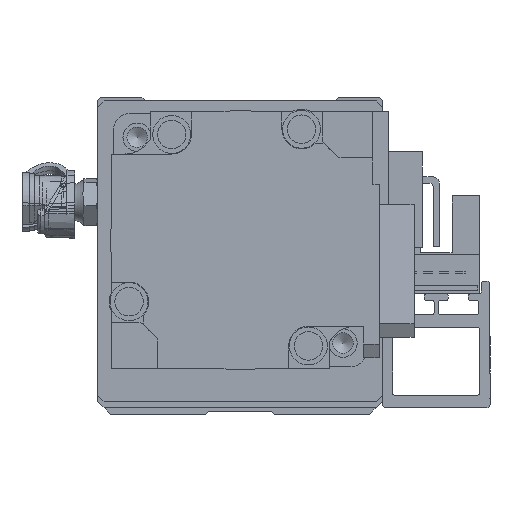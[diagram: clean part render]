
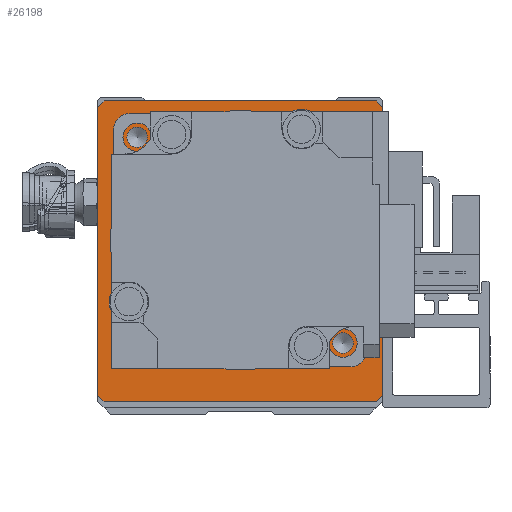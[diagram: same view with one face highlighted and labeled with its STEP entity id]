
A CAD part, front view. The second image highlights one B-rep face of the part: STEP entity #26198.
In plain terms, the highlighted planar face has unit normal (0, -1, 0).
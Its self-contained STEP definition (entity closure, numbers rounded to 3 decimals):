
#668=FACE_BOUND('',#4342,.T.);
#669=FACE_BOUND('',#4343,.T.);
#670=FACE_BOUND('',#4344,.T.);
#671=FACE_BOUND('',#4345,.T.);
#672=FACE_BOUND('',#4346,.T.);
#673=FACE_BOUND('',#4347,.T.);
#674=FACE_BOUND('',#4348,.T.);
#675=FACE_BOUND('',#4349,.T.);
#676=FACE_BOUND('',#4350,.T.);
#1305=PLANE('',#28402);
#2705=FACE_OUTER_BOUND('',#4341,.T.);
#4341=EDGE_LOOP('',(#19533,#19534,#19535,#19536,#19537,#19538,#19539,#19540));
#4342=EDGE_LOOP('',(#19541));
#4343=EDGE_LOOP('',(#19542));
#4344=EDGE_LOOP('',(#19543));
#4345=EDGE_LOOP('',(#19544));
#4346=EDGE_LOOP('',(#19545));
#4347=EDGE_LOOP('',(#19546));
#4348=EDGE_LOOP('',(#19547));
#4349=EDGE_LOOP('',(#19548));
#4350=EDGE_LOOP('',(#19549));
#6231=LINE('',#40647,#8359);
#6240=LINE('',#40700,#8368);
#6242=LINE('',#40704,#8370);
#6269=LINE('',#40804,#8397);
#6271=LINE('',#40807,#8399);
#6273=LINE('',#40811,#8401);
#6275=LINE('',#40815,#8403);
#6276=LINE('',#40817,#8404);
#8359=VECTOR('',#32394,10.);
#8368=VECTOR('',#32425,10.);
#8370=VECTOR('',#32429,10.);
#8397=VECTOR('',#32546,10.);
#8399=VECTOR('',#32550,10.);
#8401=VECTOR('',#32554,10.);
#8403=VECTOR('',#32558,10.);
#8404=VECTOR('',#32561,10.);
#10309=CIRCLE('',#28362,1.621);
#10311=CIRCLE('',#28366,1.621);
#10313=CIRCLE('',#28370,1.621);
#10315=CIRCLE('',#28374,1.621);
#10318=CIRCLE('',#28382,3.);
#10319=CIRCLE('',#28385,3.);
#10320=CIRCLE('',#28388,3.);
#10321=CIRCLE('',#28391,3.);
#10322=CIRCLE('',#28394,15.);
#12011=VERTEX_POINT('',#40644);
#12012=VERTEX_POINT('',#40646);
#12019=VERTEX_POINT('',#40698);
#12020=VERTEX_POINT('',#40702);
#12027=VERTEX_POINT('',#40725);
#12030=VERTEX_POINT('',#40734);
#12033=VERTEX_POINT('',#40743);
#12036=VERTEX_POINT('',#40752);
#12041=VERTEX_POINT('',#40770);
#12042=VERTEX_POINT('',#40776);
#12043=VERTEX_POINT('',#40782);
#12044=VERTEX_POINT('',#40788);
#12045=VERTEX_POINT('',#40794);
#12047=VERTEX_POINT('',#40801);
#12048=VERTEX_POINT('',#40803);
#12049=VERTEX_POINT('',#40809);
#12050=VERTEX_POINT('',#40813);
#14787=EDGE_CURVE('',#12011,#12012,#6231,.T.);
#14802=EDGE_CURVE('',#12019,#12011,#6240,.T.);
#14804=EDGE_CURVE('',#12020,#12019,#6242,.T.);
#14813=EDGE_CURVE('',#12027,#12027,#10309,.T.);
#14817=EDGE_CURVE('',#12030,#12030,#10311,.T.);
#14821=EDGE_CURVE('',#12033,#12033,#10313,.T.);
#14825=EDGE_CURVE('',#12036,#12036,#10315,.T.);
#14833=EDGE_CURVE('',#12041,#12041,#10318,.T.);
#14836=EDGE_CURVE('',#12042,#12042,#10319,.T.);
#14839=EDGE_CURVE('',#12043,#12043,#10320,.T.);
#14842=EDGE_CURVE('',#12044,#12044,#10321,.T.);
#14845=EDGE_CURVE('',#12045,#12045,#10322,.T.);
#14849=EDGE_CURVE('',#12047,#12048,#6269,.T.);
#14851=EDGE_CURVE('',#12012,#12047,#6271,.T.);
#14853=EDGE_CURVE('',#12049,#12020,#6273,.T.);
#14855=EDGE_CURVE('',#12050,#12049,#6275,.T.);
#14856=EDGE_CURVE('',#12048,#12050,#6276,.T.);
#19533=ORIENTED_EDGE('',*,*,#14856,.F.);
#19534=ORIENTED_EDGE('',*,*,#14849,.F.);
#19535=ORIENTED_EDGE('',*,*,#14851,.F.);
#19536=ORIENTED_EDGE('',*,*,#14787,.F.);
#19537=ORIENTED_EDGE('',*,*,#14802,.F.);
#19538=ORIENTED_EDGE('',*,*,#14804,.F.);
#19539=ORIENTED_EDGE('',*,*,#14853,.F.);
#19540=ORIENTED_EDGE('',*,*,#14855,.F.);
#19541=ORIENTED_EDGE('',*,*,#14813,.T.);
#19542=ORIENTED_EDGE('',*,*,#14817,.T.);
#19543=ORIENTED_EDGE('',*,*,#14821,.T.);
#19544=ORIENTED_EDGE('',*,*,#14825,.T.);
#19545=ORIENTED_EDGE('',*,*,#14833,.T.);
#19546=ORIENTED_EDGE('',*,*,#14836,.T.);
#19547=ORIENTED_EDGE('',*,*,#14839,.T.);
#19548=ORIENTED_EDGE('',*,*,#14842,.T.);
#19549=ORIENTED_EDGE('',*,*,#14845,.T.);
#26198=ADVANCED_FACE('',(#2705,#668,#669,#670,#671,#672,#673,#674,#675,
#676),#1305,.F.);
#28362=AXIS2_PLACEMENT_3D('',#40726,#32453,#32454);
#28366=AXIS2_PLACEMENT_3D('',#40735,#32463,#32464);
#28370=AXIS2_PLACEMENT_3D('',#40744,#32473,#32474);
#28374=AXIS2_PLACEMENT_3D('',#40753,#32483,#32484);
#28382=AXIS2_PLACEMENT_3D('',#40771,#32504,#32505);
#28385=AXIS2_PLACEMENT_3D('',#40777,#32512,#32513);
#28388=AXIS2_PLACEMENT_3D('',#40783,#32520,#32521);
#28391=AXIS2_PLACEMENT_3D('',#40789,#32528,#32529);
#28394=AXIS2_PLACEMENT_3D('',#40795,#32536,#32537);
#28402=AXIS2_PLACEMENT_3D('',#40818,#32562,#32563);
#32394=DIRECTION('',(-1.,0.,0.));
#32425=DIRECTION('',(-0.707,0.,-0.707));
#32429=DIRECTION('',(0.,0.,-1.));
#32453=DIRECTION('center_axis',(0.,1.,0.));
#32454=DIRECTION('ref_axis',(1.,0.,0.));
#32463=DIRECTION('center_axis',(0.,1.,0.));
#32464=DIRECTION('ref_axis',(1.,0.,0.));
#32473=DIRECTION('center_axis',(0.,1.,0.));
#32474=DIRECTION('ref_axis',(1.,0.,0.));
#32483=DIRECTION('center_axis',(0.,1.,0.));
#32484=DIRECTION('ref_axis',(1.,0.,0.));
#32504=DIRECTION('center_axis',(0.,1.,0.));
#32505=DIRECTION('ref_axis',(1.,0.,0.));
#32512=DIRECTION('center_axis',(0.,1.,0.));
#32513=DIRECTION('ref_axis',(1.,0.,0.));
#32520=DIRECTION('center_axis',(0.,1.,0.));
#32521=DIRECTION('ref_axis',(1.,0.,0.));
#32528=DIRECTION('center_axis',(0.,1.,0.));
#32529=DIRECTION('ref_axis',(1.,0.,0.));
#32536=DIRECTION('center_axis',(0.,1.,0.));
#32537=DIRECTION('ref_axis',(-1.,0.,0.));
#32546=DIRECTION('',(0.,0.,1.));
#32550=DIRECTION('',(-0.707,0.,0.707));
#32554=DIRECTION('',(0.707,0.,-0.707));
#32558=DIRECTION('',(1.,0.,0.));
#32561=DIRECTION('',(0.707,0.,0.707));
#32562=DIRECTION('center_axis',(0.,1.,0.));
#32563=DIRECTION('ref_axis',(0.,0.,1.));
#40644=CARTESIAN_POINT('',(44.,0.,0.));
#40646=CARTESIAN_POINT('',(1.,0.,0.));
#40647=CARTESIAN_POINT('',(44.,0.,0.));
#40698=CARTESIAN_POINT('',(45.,0.,1.));
#40700=CARTESIAN_POINT('',(45.,0.,1.));
#40702=CARTESIAN_POINT('',(45.,0.,46.5));
#40704=CARTESIAN_POINT('',(45.,0.,46.5));
#40725=CARTESIAN_POINT('',(37.142,0.,9.237));
#40726=CARTESIAN_POINT('Origin',(38.763,0.,9.237));
#40734=CARTESIAN_POINT('',(4.616,0.,41.763));
#40735=CARTESIAN_POINT('Origin',(6.237,0.,41.763));
#40743=CARTESIAN_POINT('',(37.142,0.,41.763));
#40744=CARTESIAN_POINT('Origin',(38.763,0.,41.763));
#40752=CARTESIAN_POINT('',(4.616,0.,9.237));
#40753=CARTESIAN_POINT('Origin',(6.237,0.,9.237));
#40770=CARTESIAN_POINT('',(36.5,0.,17.));
#40771=CARTESIAN_POINT('Origin',(39.5,0.,17.));
#40776=CARTESIAN_POINT('',(2.5,0.,34.));
#40777=CARTESIAN_POINT('Origin',(5.5,0.,34.));
#40782=CARTESIAN_POINT('',(36.5,0.,34.));
#40783=CARTESIAN_POINT('Origin',(39.5,0.,34.));
#40788=CARTESIAN_POINT('',(2.5,0.,17.));
#40789=CARTESIAN_POINT('Origin',(5.5,0.,17.));
#40794=CARTESIAN_POINT('',(37.5,0.,25.5));
#40795=CARTESIAN_POINT('Origin',(22.5,0.,25.5));
#40801=CARTESIAN_POINT('',(0.,0.,1.));
#40803=CARTESIAN_POINT('',(0.,0.,46.5));
#40804=CARTESIAN_POINT('',(0.,0.,1.));
#40807=CARTESIAN_POINT('',(1.,0.,0.));
#40809=CARTESIAN_POINT('',(44.,0.,47.5));
#40811=CARTESIAN_POINT('',(44.,0.,47.5));
#40813=CARTESIAN_POINT('',(1.,0.,47.5));
#40815=CARTESIAN_POINT('',(1.,0.,47.5));
#40817=CARTESIAN_POINT('',(0.,0.,46.5));
#40818=CARTESIAN_POINT('Origin',(22.5,0.,23.75));
